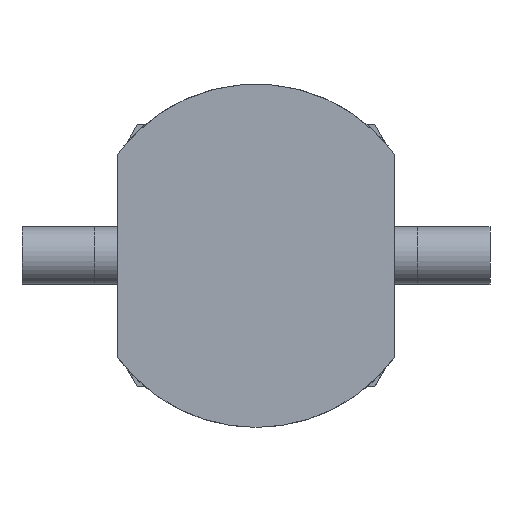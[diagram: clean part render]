
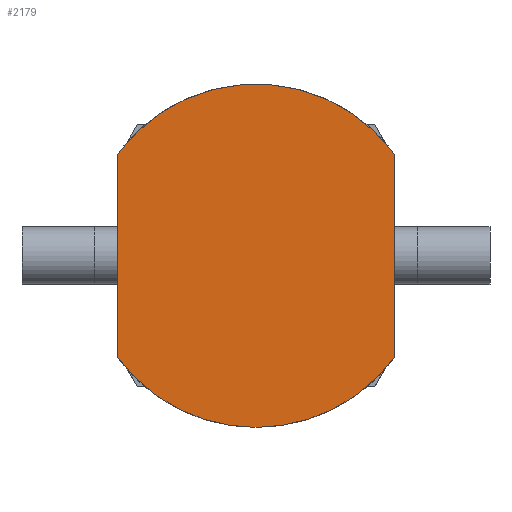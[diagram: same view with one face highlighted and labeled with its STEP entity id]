
A CAD part, front view. The second image highlights one B-rep face of the part: STEP entity #2179.
In plain terms, the highlighted planar face has unit normal (0, -1, 0).
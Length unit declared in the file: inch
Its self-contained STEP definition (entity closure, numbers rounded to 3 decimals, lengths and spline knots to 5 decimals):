
#144 = LINE ( 'NONE', #2572, #2558 ) ;
#151 = ORIENTED_EDGE ( 'NONE', *, *, #2139, .T. ) ;
#239 = EDGE_CURVE ( 'NONE', #1800, #841, #2367, .T. ) ;
#260 = LINE ( 'NONE', #2268, #2126 ) ;
#285 = CARTESIAN_POINT ( 'NONE',  ( 0., 0., 0. ) ) ;
#453 = VERTEX_POINT ( 'NONE', #952 ) ;
#497 = EDGE_LOOP ( 'NONE', ( #825, #547, #2205, #1610, #151 ) ) ;
#547 = ORIENTED_EDGE ( 'NONE', *, *, #2252, .T. ) ;
#552 = CARTESIAN_POINT ( 'NONE',  ( 0., 0., 0. ) ) ;
#650 = CIRCLE ( 'NONE', #2175, 1.49 ) ;
#672 = AXIS2_PLACEMENT_3D ( 'NONE', #735, #2586, #2378 ) ;
#735 = CARTESIAN_POINT ( 'NONE',  ( 0., 0., 0. ) ) ;
#772 = CARTESIAN_POINT ( 'NONE',  ( 0., 0., -1.49 ) ) ;
#794 = DIRECTION ( 'NONE',  ( 0., 0., 1. ) ) ;
#825 = ORIENTED_EDGE ( 'NONE', *, *, #1684, .T. ) ;
#841 = VERTEX_POINT ( 'NONE', #1175 ) ;
#952 = CARTESIAN_POINT ( 'NONE',  ( 1.201, 0., -0.88187 ) ) ;
#980 = EDGE_CURVE ( 'NONE', #453, #1800, #260, .T. ) ;
#1110 = VERTEX_POINT ( 'NONE', #1750 ) ;
#1175 = CARTESIAN_POINT ( 'NONE',  ( -1.201, 0., 0.88187 ) ) ;
#1223 = AXIS2_PLACEMENT_3D ( 'NONE', #1655, #2264, #1230 ) ;
#1230 = DIRECTION ( 'NONE',  ( 0., 0., -1. ) ) ;
#1354 = DIRECTION ( 'NONE',  ( 0., 0., -1. ) ) ;
#1610 = ORIENTED_EDGE ( 'NONE', *, *, #239, .T. ) ;
#1655 = CARTESIAN_POINT ( 'NONE',  ( 0., 0., 0. ) ) ;
#1684 = EDGE_CURVE ( 'NONE', #1110, #1756, #650, .T. ) ;
#1712 = DIRECTION ( 'NONE',  ( 0., 0., -1. ) ) ;
#1750 = CARTESIAN_POINT ( 'NONE',  ( -1.201, 0., -0.88187 ) ) ;
#1756 = VERTEX_POINT ( 'NONE', #772 ) ;
#1769 = FACE_OUTER_BOUND ( 'NONE', #497, .T. ) ;
#1800 = VERTEX_POINT ( 'NONE', #2206 ) ;
#1905 = AXIS2_PLACEMENT_3D ( 'NONE', #285, #2115, #1354 ) ;
#1925 = CIRCLE ( 'NONE', #672, 1.49 ) ;
#1937 = PLANE ( 'NONE',  #1905 ) ;
#1975 = DIRECTION ( 'NONE',  ( 0., 0., -1. ) ) ;
#2115 = DIRECTION ( 'NONE',  ( 0., -1., 0. ) ) ;
#2126 = VECTOR ( 'NONE', #794, 39.37008 ) ;
#2139 = EDGE_CURVE ( 'NONE', #841, #1110, #144, .T. ) ;
#2175 = AXIS2_PLACEMENT_3D ( 'NONE', #552, #2589, #1975 ) ;
#2179 = ADVANCED_FACE ( 'NONE', ( #1769 ), #1937, .T. ) ;
#2205 = ORIENTED_EDGE ( 'NONE', *, *, #980, .T. ) ;
#2206 = CARTESIAN_POINT ( 'NONE',  ( 1.201, 0., 0.88187 ) ) ;
#2252 = EDGE_CURVE ( 'NONE', #1756, #453, #1925, .T. ) ;
#2264 = DIRECTION ( 'NONE',  ( 0., -1., 0. ) ) ;
#2268 = CARTESIAN_POINT ( 'NONE',  ( 1.201, 0., 0. ) ) ;
#2367 = CIRCLE ( 'NONE', #1223, 1.49 ) ;
#2378 = DIRECTION ( 'NONE',  ( 0., 0., -1. ) ) ;
#2558 = VECTOR ( 'NONE', #1712, 39.37008 ) ;
#2572 = CARTESIAN_POINT ( 'NONE',  ( -1.201, 0., 0. ) ) ;
#2586 = DIRECTION ( 'NONE',  ( 0., -1., 0. ) ) ;
#2589 = DIRECTION ( 'NONE',  ( 0., -1., 0. ) ) ;
